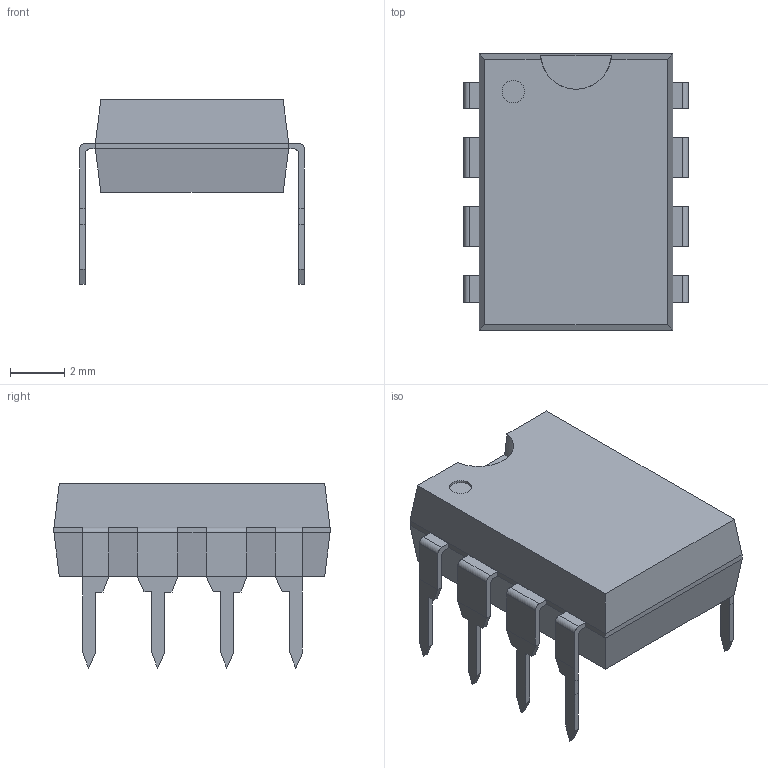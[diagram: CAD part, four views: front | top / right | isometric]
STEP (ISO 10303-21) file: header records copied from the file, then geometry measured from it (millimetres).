
FILE_DESCRIPTION(('FreeCAD Model'),'2;1');
FILE_NAME('dip08.stp', '2015-12-06T22:30:01',('Author'),(''), 'Open CASCADE STEP processor 6.7','FreeCAD','Unknown');
FILE_SCHEMA(('AUTOMOTIVE_DESIGN_CC2 { 1 2 10303 214 -1 1 5 4 }'));
Length unit declared in the file: millimetre
Products named in the file (4): ASSEMBLY; Pocket001; Cut_(Mirror_#1); Cut
Assembly tree (3 placements, depth 2):
  ASSEMBLY
    Pocket001
    Cut_(Mirror_#1)
    Cut
Bounding box: 8.26 x 10.16 x 6.78 mm (x, y, z)
Volume: 239.5 mm3; surface area: 339 mm2
Topology: 9 solids, 9 shells, 166 faces, 409 edges, 262 vertices
Faces by surface type: plane 148, cylinder 18
Full cylindrical faces by diameter (mm): 0.827 x1
Entity records: 10883 total; most frequent: CARTESIAN_POINT 1813, DIRECTION 1555, LINE 1119, VECTOR 1119, ORIENTED_EDGE 818, PCURVE 818, DEFINITIONAL_REPRESENTATION 818, EDGE_CURVE 409
